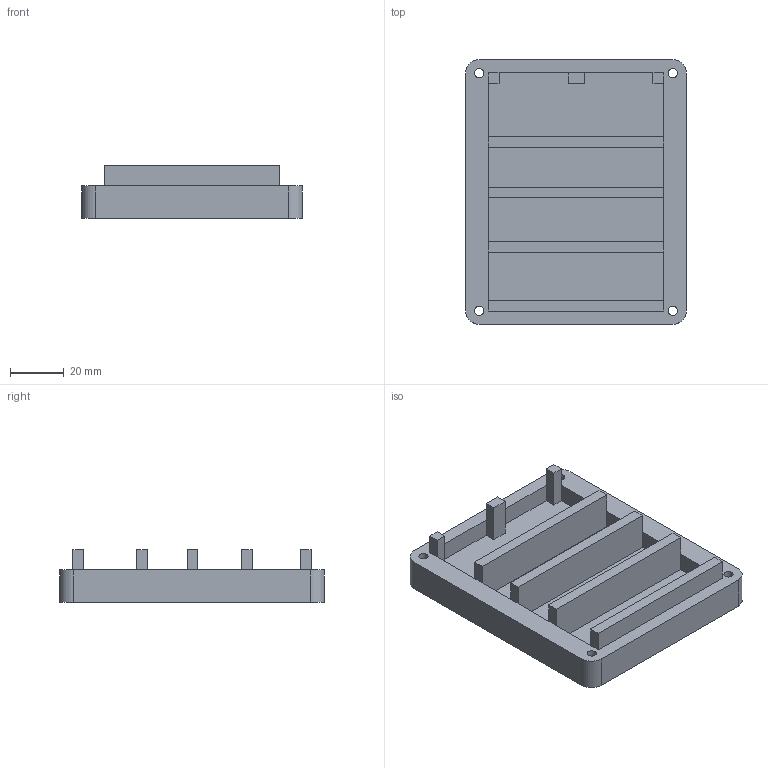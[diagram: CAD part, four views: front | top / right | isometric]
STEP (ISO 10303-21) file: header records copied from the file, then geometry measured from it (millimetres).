
FILE_DESCRIPTION(('HOOPS Exchange Step'),'2;1');
FILE_NAME('temp_export','2025-07-18T22:09:40+05:00',('mobile'),('Shapr3D Limited'),'HOOPS Exchange 2024.8','Shapr3D','Authorized');
FILE_SCHEMA( ('AP242_MANAGED_MODEL_BASED_3D_ENGINEERING_MIM_LF {1 0 10303 442 1 1 4}') );
Length unit declared in the file: millimetre
Products named in the file (1): root
Bounding box: 82.01 x 98.3 x 19.5 mm (x, y, z)
Volume: 71588 mm3; surface area: 30008.1 mm2
Topology: 1 solids, 1 shells, 63 faces, 160 edges, 100 vertices
Faces by surface type: plane 55, cylinder 8
Full cylindrical faces by diameter (mm): 3.4 x4
Entity records: 1902 total; most frequent: CARTESIAN_POINT 325, ORIENTED_EDGE 320, DIRECTION 306, EDGE_CURVE 160, VECTOR 144, LINE 144, VERTEX_POINT 100, AXIS2_PLACEMENT_3D 81
